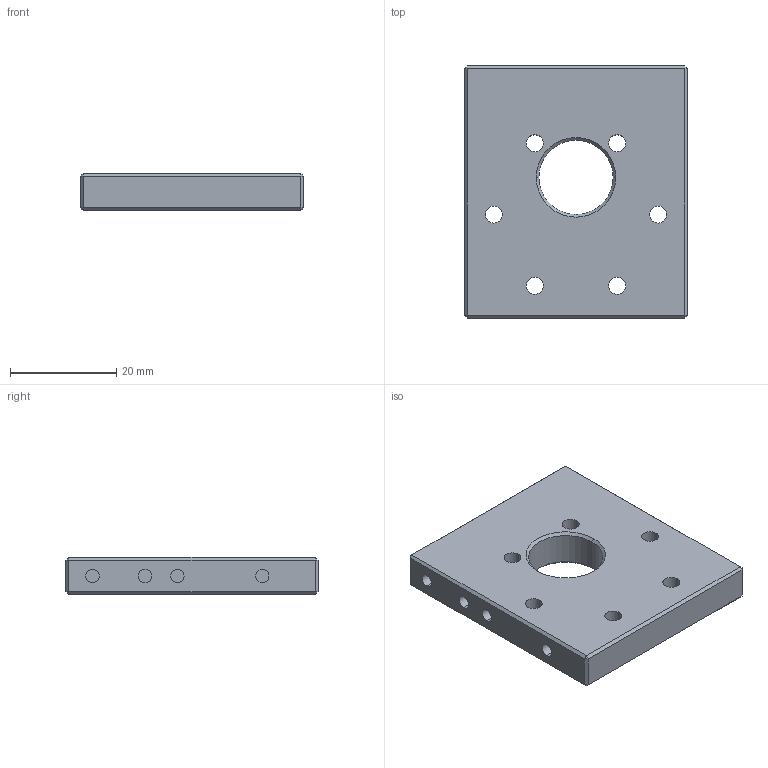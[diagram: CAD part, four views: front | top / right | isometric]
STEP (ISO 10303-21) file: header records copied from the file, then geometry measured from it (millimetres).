
FILE_DESCRIPTION (( 'STEP AP214' ), '1' );
FILE_NAME ('76140-motor-mount.plate.STEP', '2021-07-06T18:29:07', ( '' ), ( '' ), 'SwSTEP 2.0', 'SolidWorks 2021', '' );
FILE_SCHEMA (( 'AUTOMOTIVE_DESIGN' ));
Length unit declared in the file: millimetre
Products named in the file (1): 76140-motor-mount.plate
Bounding box: 42 x 47.5 x 7 mm (x, y, z)
Volume: 11999.9 mm3; surface area: 6215.2 mm2
Topology: 1 solids, 1 shells, 74 faces, 158 edges, 96 vertices
Faces by surface type: plane 36, cylinder 34, cone 4
Entity records: 2052 total; most frequent: DIRECTION 380, CARTESIAN_POINT 329, ORIENTED_EDGE 316, EDGE_CURVE 158, AXIS2_PLACEMENT_3D 147, EDGE_LOOP 98, VERTEX_POINT 96, VECTOR 86
